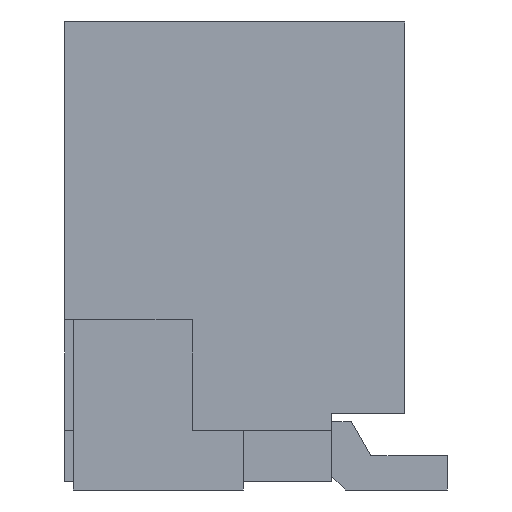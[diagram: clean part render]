
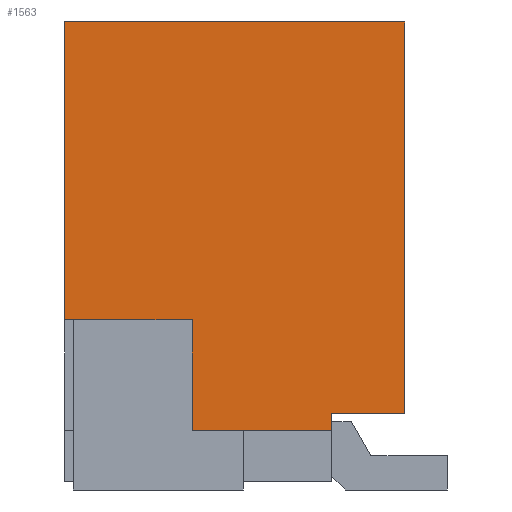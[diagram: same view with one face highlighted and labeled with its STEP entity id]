
A CAD part, left-side view. The second image highlights one B-rep face of the part: STEP entity #1563.
In plain terms, the highlighted planar face has unit normal (-1, 0, 0).
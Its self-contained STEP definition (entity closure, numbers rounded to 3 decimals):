
#53=FACE_OUTER_BOUND('',#140,.T.);
#140=EDGE_LOOP('',(#1188,#1189,#1190,#1191,#1192,#1193,#1194,#1195));
#209=LINE('',#2133,#426);
#222=LINE('',#2157,#439);
#233=LINE('',#2179,#450);
#236=LINE('',#2185,#453);
#243=LINE('',#2199,#460);
#300=LINE('',#2311,#517);
#309=LINE('',#2332,#526);
#321=LINE('',#2355,#538);
#426=VECTOR('',#1737,1000.);
#439=VECTOR('',#1752,1000.);
#450=VECTOR('',#1765,1000.);
#453=VECTOR('',#1770,1000.);
#460=VECTOR('',#1781,1000.);
#517=VECTOR('',#1856,1000.);
#526=VECTOR('',#1885,1000.);
#538=VECTOR('',#1907,1000.);
#638=VERTEX_POINT('',#2126);
#641=VERTEX_POINT('',#2131);
#650=VERTEX_POINT('',#2153);
#661=VERTEX_POINT('',#2177);
#662=VERTEX_POINT('',#2181);
#668=VERTEX_POINT('',#2198);
#711=VERTEX_POINT('',#2301);
#716=VERTEX_POINT('',#2329);
#787=EDGE_CURVE('',#638,#641,#209,.T.);
#800=EDGE_CURVE('',#650,#638,#222,.T.);
#811=EDGE_CURVE('',#641,#661,#233,.T.);
#814=EDGE_CURVE('',#650,#662,#236,.T.);
#821=EDGE_CURVE('',#662,#668,#243,.T.);
#878=EDGE_CURVE('',#668,#711,#300,.T.);
#887=EDGE_CURVE('',#716,#711,#309,.T.);
#899=EDGE_CURVE('',#661,#716,#321,.T.);
#1188=ORIENTED_EDGE('',*,*,#887,.T.);
#1189=ORIENTED_EDGE('',*,*,#878,.F.);
#1190=ORIENTED_EDGE('',*,*,#821,.F.);
#1191=ORIENTED_EDGE('',*,*,#814,.F.);
#1192=ORIENTED_EDGE('',*,*,#800,.T.);
#1193=ORIENTED_EDGE('',*,*,#787,.T.);
#1194=ORIENTED_EDGE('',*,*,#811,.T.);
#1195=ORIENTED_EDGE('',*,*,#899,.T.);
#1450=PLANE('',#1658);
#1563=ADVANCED_FACE('',(#53),#1450,.F.);
#1658=AXIS2_PLACEMENT_3D('',#2356,#1908,#1909);
#1737=DIRECTION('',(0.,1.,0.));
#1752=DIRECTION('',(0.,0.,1.));
#1765=DIRECTION('',(0.,0.,-1.));
#1770=DIRECTION('',(0.,1.,0.));
#1781=DIRECTION('',(0.,0.,-1.));
#1856=DIRECTION('',(0.,1.,0.));
#1885=DIRECTION('',(0.,0.,-1.));
#1907=DIRECTION('',(0.,-1.,0.));
#1908=DIRECTION('center_axis',(1.,0.,0.));
#1909=DIRECTION('ref_axis',(0.,-1.,0.));
#2126=CARTESIAN_POINT('',(-3.1,-1.,2.75));
#2131=CARTESIAN_POINT('',(-3.1,1.,2.75));
#2133=CARTESIAN_POINT('',(-3.1,0.,2.75));
#2153=CARTESIAN_POINT('',(-3.1,-1.,0.45));
#2157=CARTESIAN_POINT('',(-3.1,-1.,1.6));
#2177=CARTESIAN_POINT('',(-3.1,1.,1.));
#2179=CARTESIAN_POINT('',(-3.1,1.,1.4));
#2181=CARTESIAN_POINT('',(-3.1,-0.57,0.45));
#2185=CARTESIAN_POINT('',(-3.1,0.,0.45));
#2198=CARTESIAN_POINT('',(-3.1,-0.57,0.35));
#2199=CARTESIAN_POINT('',(-3.1,-0.57,1.55));
#2301=CARTESIAN_POINT('',(-3.1,0.25,0.35));
#2311=CARTESIAN_POINT('',(-3.1,0.,0.35));
#2329=CARTESIAN_POINT('',(-3.1,0.25,1.));
#2332=CARTESIAN_POINT('',(-3.1,0.25,0.675));
#2355=CARTESIAN_POINT('',(-3.1,0.625,1.));
#2356=CARTESIAN_POINT('Origin',(-3.1,1.,2.75));
